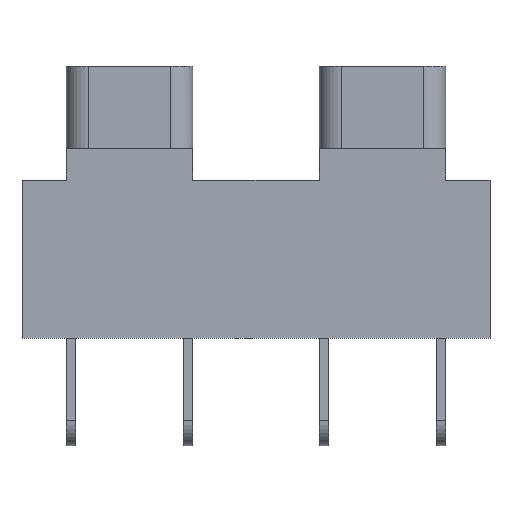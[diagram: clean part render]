
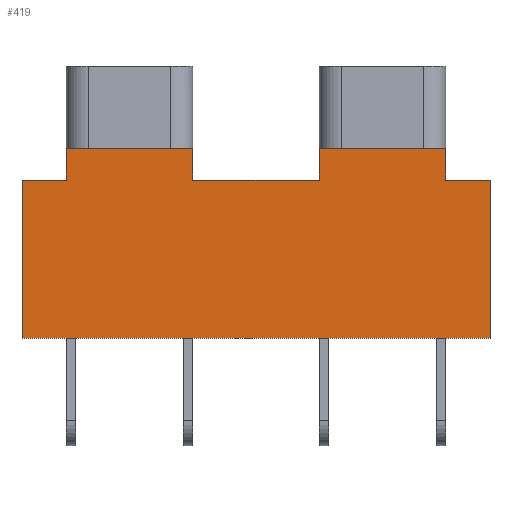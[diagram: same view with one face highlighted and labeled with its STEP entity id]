
A CAD part, front view. The second image highlights one B-rep face of the part: STEP entity #419.
In plain terms, the highlighted planar face has unit normal (0, -1, 0).
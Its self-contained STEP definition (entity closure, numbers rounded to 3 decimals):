
#172 = CARTESIAN_POINT ( 'NONE',  ( 6., -2.4, 0. ) ) ;
#227 = DIRECTION ( 'NONE',  ( 1., 0., 0. ) ) ;
#305 = LINE ( 'NONE', #1421, #15760 ) ;
#419 = ADVANCED_FACE ( 'NONE', ( #762 ), #16333, .T. ) ;
#433 = EDGE_CURVE ( 'NONE', #9028, #10074, #4862, .T. ) ;
#542 = VECTOR ( 'NONE', #7119, 1000. ) ;
#702 = LINE ( 'NONE', #5804, #14081 ) ;
#711 = CARTESIAN_POINT ( 'NONE',  ( 2., -2.4, 1. ) ) ;
#762 = FACE_OUTER_BOUND ( 'NONE', #1934, .T. ) ;
#1012 = DIRECTION ( 'NONE',  ( 1., 0., 0. ) ) ;
#1168 = EDGE_CURVE ( 'NONE', #2803, #8548, #702, .T. ) ;
#1181 = CARTESIAN_POINT ( 'NONE',  ( 2., -2.4, 0. ) ) ;
#1421 = CARTESIAN_POINT ( 'NONE',  ( 7.4, -2.4, -5. ) ) ;
#1423 = CARTESIAN_POINT ( 'NONE',  ( -6., -2.4, 1. ) ) ;
#1481 = ORIENTED_EDGE ( 'NONE', *, *, #3473, .T. ) ;
#1503 = CARTESIAN_POINT ( 'NONE',  ( -6., -2.4, 1. ) ) ;
#1820 = LINE ( 'NONE', #14634, #7569 ) ;
#1934 = EDGE_LOOP ( 'NONE', ( #14462, #7986, #11894, #5665, #14524, #15274, #10143, #1481, #10727, #9195, #10055, #6067 ) ) ;
#2181 = DIRECTION ( 'NONE',  ( 0., 0., 1. ) ) ;
#2383 = CARTESIAN_POINT ( 'NONE',  ( -6., -2.4, 0. ) ) ;
#2463 = VERTEX_POINT ( 'NONE', #1181 ) ;
#2803 = VERTEX_POINT ( 'NONE', #16001 ) ;
#3302 = CARTESIAN_POINT ( 'NONE',  ( 2., -2.4, 1. ) ) ;
#3340 = CARTESIAN_POINT ( 'NONE',  ( 7.4, -2.4, 0. ) ) ;
#3468 = EDGE_CURVE ( 'NONE', #8548, #3810, #13517, .T. ) ;
#3473 = EDGE_CURVE ( 'NONE', #16031, #2463, #14764, .T. ) ;
#3528 = LINE ( 'NONE', #12248, #15287 ) ;
#3810 = VERTEX_POINT ( 'NONE', #2383 ) ;
#4137 = DIRECTION ( 'NONE',  ( 0., 0., -1. ) ) ;
#4399 = VECTOR ( 'NONE', #6333, 1000. ) ;
#4697 = CARTESIAN_POINT ( 'NONE',  ( 7.4, -2.4, -5. ) ) ;
#4862 = LINE ( 'NONE', #4697, #12016 ) ;
#5037 = VERTEX_POINT ( 'NONE', #8531 ) ;
#5112 = VECTOR ( 'NONE', #14929, 1000. ) ;
#5372 = VECTOR ( 'NONE', #227, 1000. ) ;
#5665 = ORIENTED_EDGE ( 'NONE', *, *, #433, .T. ) ;
#5804 = CARTESIAN_POINT ( 'NONE',  ( -7.4, -2.4, -5. ) ) ;
#6067 = ORIENTED_EDGE ( 'NONE', *, *, #8720, .T. ) ;
#6138 = VERTEX_POINT ( 'NONE', #172 ) ;
#6333 = DIRECTION ( 'NONE',  ( 1., 0., 0. ) ) ;
#6385 = CARTESIAN_POINT ( 'NONE',  ( -7.4, -2.4, 0. ) ) ;
#6415 = CARTESIAN_POINT ( 'NONE',  ( 7.4, -2.4, 0. ) ) ;
#6424 = LINE ( 'NONE', #1423, #5372 ) ;
#6642 = EDGE_CURVE ( 'NONE', #6138, #10074, #10449, .T. ) ;
#6913 = DIRECTION ( 'NONE',  ( 0., 0., -1. ) ) ;
#7050 = CARTESIAN_POINT ( 'NONE',  ( 6., -2.4, 1. ) ) ;
#7119 = DIRECTION ( 'NONE',  ( 0., 0., -1. ) ) ;
#7136 = VERTEX_POINT ( 'NONE', #7050 ) ;
#7200 = DIRECTION ( 'NONE',  ( 1., 0., 0. ) ) ;
#7569 = VECTOR ( 'NONE', #6913, 1000. ) ;
#7986 = ORIENTED_EDGE ( 'NONE', *, *, #1168, .F. ) ;
#8049 = CARTESIAN_POINT ( 'NONE',  ( -6., -2.4, 1. ) ) ;
#8467 = CARTESIAN_POINT ( 'NONE',  ( 2., -2.4, 1. ) ) ;
#8472 = EDGE_CURVE ( 'NONE', #14542, #5037, #6424, .T. ) ;
#8531 = CARTESIAN_POINT ( 'NONE',  ( -2., -2.4, 1. ) ) ;
#8548 = VERTEX_POINT ( 'NONE', #6385 ) ;
#8636 = DIRECTION ( 'NONE',  ( 0., -1., 0. ) ) ;
#8720 = EDGE_CURVE ( 'NONE', #14542, #3810, #13184, .T. ) ;
#8920 = DIRECTION ( 'NONE',  ( 0., 0., -1. ) ) ;
#9028 = VERTEX_POINT ( 'NONE', #10987 ) ;
#9195 = ORIENTED_EDGE ( 'NONE', *, *, #9410, .F. ) ;
#9410 = EDGE_CURVE ( 'NONE', #5037, #13653, #1820, .T. ) ;
#9468 = VECTOR ( 'NONE', #8920, 1000. ) ;
#9745 = CARTESIAN_POINT ( 'NONE',  ( 7.4, -2.4, -5. ) ) ;
#9762 = EDGE_CURVE ( 'NONE', #16031, #7136, #9774, .T. ) ;
#9774 = LINE ( 'NONE', #3302, #10814 ) ;
#9875 = EDGE_CURVE ( 'NONE', #7136, #6138, #12448, .T. ) ;
#10055 = ORIENTED_EDGE ( 'NONE', *, *, #8472, .F. ) ;
#10074 = VERTEX_POINT ( 'NONE', #3340 ) ;
#10143 = ORIENTED_EDGE ( 'NONE', *, *, #9762, .F. ) ;
#10158 = DIRECTION ( 'NONE',  ( 0., 0., 1. ) ) ;
#10449 = LINE ( 'NONE', #6415, #4399 ) ;
#10727 = ORIENTED_EDGE ( 'NONE', *, *, #13025, .F. ) ;
#10730 = CARTESIAN_POINT ( 'NONE',  ( -2., -2.4, 0. ) ) ;
#10814 = VECTOR ( 'NONE', #11031, 1000. ) ;
#10848 = CARTESIAN_POINT ( 'NONE',  ( 7.4, -2.4, 0. ) ) ;
#10987 = CARTESIAN_POINT ( 'NONE',  ( 7.4, -2.4, -5. ) ) ;
#11031 = DIRECTION ( 'NONE',  ( 1., 0., 0. ) ) ;
#11892 = DIRECTION ( 'NONE',  ( 1., 0., 0. ) ) ;
#11894 = ORIENTED_EDGE ( 'NONE', *, *, #13467, .T. ) ;
#12016 = VECTOR ( 'NONE', #2181, 1000. ) ;
#12248 = CARTESIAN_POINT ( 'NONE',  ( 7.4, -2.4, 0. ) ) ;
#12448 = LINE ( 'NONE', #13790, #9468 ) ;
#13025 = EDGE_CURVE ( 'NONE', #13653, #2463, #3528, .T. ) ;
#13184 = LINE ( 'NONE', #8049, #13972 ) ;
#13467 = EDGE_CURVE ( 'NONE', #2803, #9028, #305, .T. ) ;
#13517 = LINE ( 'NONE', #10848, #5112 ) ;
#13653 = VERTEX_POINT ( 'NONE', #10730 ) ;
#13790 = CARTESIAN_POINT ( 'NONE',  ( 6., -2.4, 1. ) ) ;
#13972 = VECTOR ( 'NONE', #4137, 1000. ) ;
#14081 = VECTOR ( 'NONE', #10158, 1000. ) ;
#14462 = ORIENTED_EDGE ( 'NONE', *, *, #3468, .F. ) ;
#14524 = ORIENTED_EDGE ( 'NONE', *, *, #6642, .F. ) ;
#14542 = VERTEX_POINT ( 'NONE', #1503 ) ;
#14634 = CARTESIAN_POINT ( 'NONE',  ( -2., -2.4, 1. ) ) ;
#14764 = LINE ( 'NONE', #8467, #542 ) ;
#14929 = DIRECTION ( 'NONE',  ( 1., 0., 0. ) ) ;
#15213 = AXIS2_PLACEMENT_3D ( 'NONE', #9745, #8636, #7200 ) ;
#15274 = ORIENTED_EDGE ( 'NONE', *, *, #9875, .F. ) ;
#15287 = VECTOR ( 'NONE', #1012, 1000. ) ;
#15760 = VECTOR ( 'NONE', #11892, 1000. ) ;
#16001 = CARTESIAN_POINT ( 'NONE',  ( -7.4, -2.4, -5. ) ) ;
#16031 = VERTEX_POINT ( 'NONE', #711 ) ;
#16333 = PLANE ( 'NONE',  #15213 ) ;
